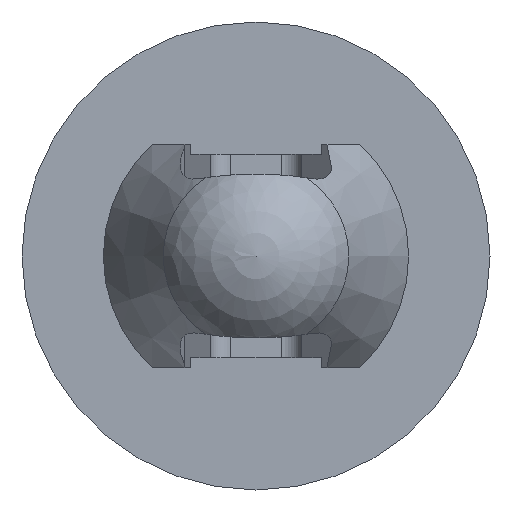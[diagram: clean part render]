
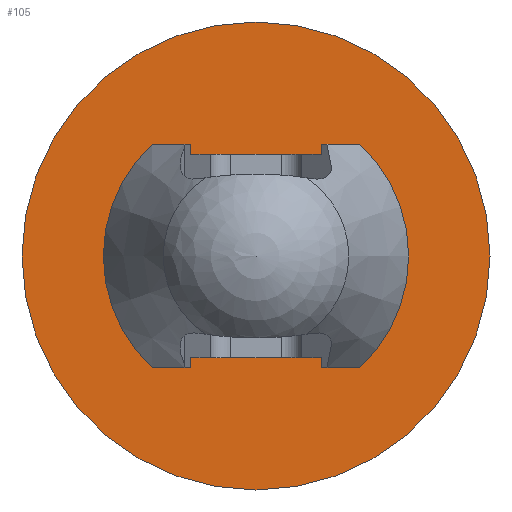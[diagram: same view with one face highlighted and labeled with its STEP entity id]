
A CAD part, front view. The second image highlights one B-rep face of the part: STEP entity #105.
In plain terms, the highlighted planar face has unit normal (0, -1, 0).
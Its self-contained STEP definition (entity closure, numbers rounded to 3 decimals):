
#105 = ADVANCED_FACE( '', ( #225, #226 ), #227, .F. );
#225 = FACE_BOUND( '', #360, .T. );
#226 = FACE_OUTER_BOUND( '', #361, .T. );
#227 = PLANE( '', #362 );
#360 = EDGE_LOOP( '', ( #635, #636, #637, #638 ) );
#361 = EDGE_LOOP( '', ( #639 ) );
#362 = AXIS2_PLACEMENT_3D( '', #640, #641, #642 );
#635 = ORIENTED_EDGE( '', *, *, #921, .F. );
#636 = ORIENTED_EDGE( '', *, *, #953, .F. );
#637 = ORIENTED_EDGE( '', *, *, #954, .T. );
#638 = ORIENTED_EDGE( '', *, *, #903, .F. );
#639 = ORIENTED_EDGE( '', *, *, #955, .T. );
#640 = CARTESIAN_POINT( '', ( -2.3, -2.5, 0. ) );
#641 = DIRECTION( '', ( 0., 1., 0. ) );
#642 = DIRECTION( '', ( -1., 0., 0. ) );
#903 = EDGE_CURVE( '', #1114, #1116, #1117, .T. );
#921 = EDGE_CURVE( '', #1141, #1114, #1142, .T. );
#953 = EDGE_CURVE( '', #1188, #1141, #1189, .T. );
#954 = EDGE_CURVE( '', #1188, #1116, #1190, .T. );
#955 = EDGE_CURVE( '', #1191, #1191, #1192, .T. );
#1114 = VERTEX_POINT( '', #1434 );
#1116 = VERTEX_POINT( '', #1437 );
#1117 = CIRCLE( '', #1438, 1.25 );
#1141 = VERTEX_POINT( '', #1472 );
#1142 = LINE( '', #1473, #1474 );
#1188 = VERTEX_POINT( '', #1548 );
#1189 = CIRCLE( '', #1549, 1.25 );
#1190 = LINE( '', #1550, #1551 );
#1191 = VERTEX_POINT( '', #1552 );
#1192 = CIRCLE( '', #1553, 2.3 );
#1434 = CARTESIAN_POINT( '', ( -0.75, -2.5, 1. ) );
#1437 = CARTESIAN_POINT( '', ( -0.75, -2.5, -1. ) );
#1438 = AXIS2_PLACEMENT_3D( '', #1736, #1737, #1738 );
#1472 = CARTESIAN_POINT( '', ( 0.75, -2.5, 1. ) );
#1473 = CARTESIAN_POINT( '', ( 2.5, -2.5, 1. ) );
#1474 = VECTOR( '', #1758, 1000. );
#1548 = CARTESIAN_POINT( '', ( 0.75, -2.5, -1. ) );
#1549 = AXIS2_PLACEMENT_3D( '', #1787, #1788, #1789 );
#1550 = CARTESIAN_POINT( '', ( 2.5, -2.5, -1. ) );
#1551 = VECTOR( '', #1790, 1000. );
#1552 = CARTESIAN_POINT( '', ( 2.3, -2.5, 0. ) );
#1553 = AXIS2_PLACEMENT_3D( '', #1791, #1792, #1793 );
#1736 = CARTESIAN_POINT( '', ( 0., -2.5, 0. ) );
#1737 = DIRECTION( '', ( 0., -1., 0. ) );
#1738 = DIRECTION( '', ( 1., 0., 0. ) );
#1758 = DIRECTION( '', ( -1., 0., 0. ) );
#1787 = CARTESIAN_POINT( '', ( 0., -2.5, 0. ) );
#1788 = DIRECTION( '', ( 0., -1., 0. ) );
#1789 = DIRECTION( '', ( 1., 0., 0. ) );
#1790 = DIRECTION( '', ( -1., 0., 0. ) );
#1791 = CARTESIAN_POINT( '', ( 0., -2.5, 0. ) );
#1792 = DIRECTION( '', ( 0., -1., 0. ) );
#1793 = DIRECTION( '', ( 1., 0., 0. ) );
